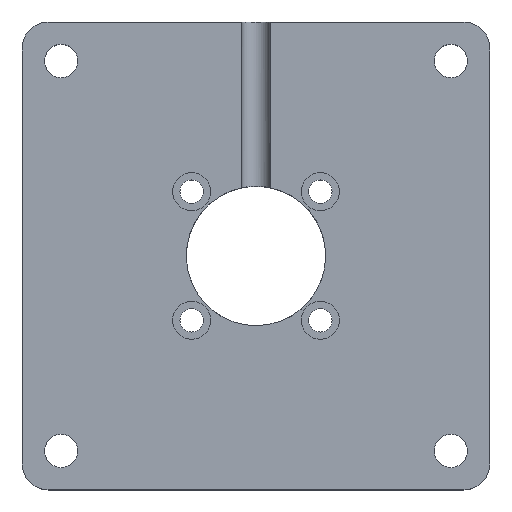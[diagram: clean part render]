
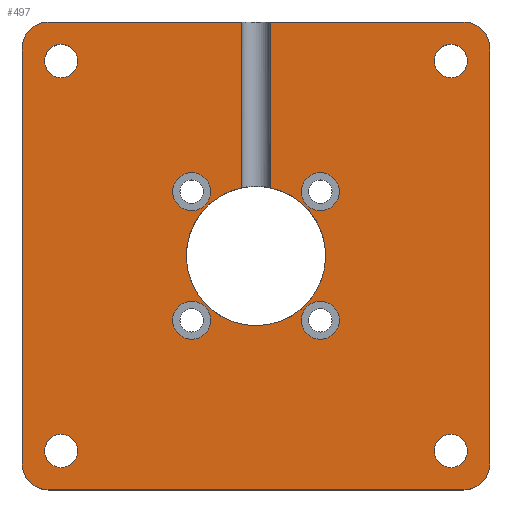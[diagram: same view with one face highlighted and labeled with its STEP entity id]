
A CAD part, top view. The second image highlights one B-rep face of the part: STEP entity #497.
In plain terms, the highlighted planar face has unit normal (0, 0, 1).
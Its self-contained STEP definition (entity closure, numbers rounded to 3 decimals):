
#15=FACE_BOUND('',#77,.T.);
#16=FACE_BOUND('',#78,.T.);
#17=FACE_BOUND('',#79,.T.);
#18=FACE_BOUND('',#80,.T.);
#19=FACE_BOUND('',#81,.T.);
#20=FACE_BOUND('',#82,.T.);
#21=FACE_BOUND('',#83,.T.);
#22=FACE_BOUND('',#84,.T.);
#37=PLANE('',#540);
#48=FACE_OUTER_BOUND('',#76,.T.);
#76=EDGE_LOOP('',(#349,#350,#351,#352,#353,#354,#355,#356,#357,#358,#359,
#360,#361));
#77=EDGE_LOOP('',(#362));
#78=EDGE_LOOP('',(#363));
#79=EDGE_LOOP('',(#364));
#80=EDGE_LOOP('',(#365));
#81=EDGE_LOOP('',(#366));
#82=EDGE_LOOP('',(#367));
#83=EDGE_LOOP('',(#368));
#84=EDGE_LOOP('',(#369));
#124=CIRCLE('',#541,5.);
#125=CIRCLE('',#542,5.);
#126=CIRCLE('',#543,5.);
#127=CIRCLE('',#544,5.);
#128=CIRCLE('',#545,13.4);
#129=CIRCLE('',#546,13.4);
#130=CIRCLE('',#547,3.2);
#131=CIRCLE('',#548,3.2);
#132=CIRCLE('',#549,3.2);
#133=CIRCLE('',#550,3.2);
#134=CIRCLE('',#551,3.65);
#135=CIRCLE('',#552,3.65);
#136=CIRCLE('',#553,3.65);
#137=CIRCLE('',#554,3.65);
#159=LINE('',#786,#191);
#160=LINE('',#789,#192);
#161=LINE('',#792,#193);
#165=LINE('',#799,#197);
#166=LINE('',#804,#198);
#167=LINE('',#808,#199);
#168=LINE('',#812,#200);
#191=VECTOR('',#605,10.);
#192=VECTOR('',#608,10.);
#193=VECTOR('',#611,10.);
#197=VECTOR('',#615,10.);
#198=VECTOR('',#620,10.);
#199=VECTOR('',#623,10.);
#200=VECTOR('',#626,10.);
#224=VERTEX_POINT('',#765);
#225=VERTEX_POINT('',#766);
#226=VERTEX_POINT('',#785);
#227=VERTEX_POINT('',#787);
#228=VERTEX_POINT('',#791);
#231=VERTEX_POINT('',#797);
#232=VERTEX_POINT('',#801);
#233=VERTEX_POINT('',#803);
#234=VERTEX_POINT('',#805);
#235=VERTEX_POINT('',#807);
#236=VERTEX_POINT('',#809);
#237=VERTEX_POINT('',#811);
#238=VERTEX_POINT('',#814);
#239=VERTEX_POINT('',#817);
#240=VERTEX_POINT('',#819);
#241=VERTEX_POINT('',#821);
#242=VERTEX_POINT('',#823);
#243=VERTEX_POINT('',#825);
#244=VERTEX_POINT('',#827);
#245=VERTEX_POINT('',#829);
#246=VERTEX_POINT('',#831);
#271=EDGE_CURVE('',#226,#224,#159,.T.);
#273=EDGE_CURVE('',#225,#227,#160,.T.);
#274=EDGE_CURVE('',#228,#226,#161,.T.);
#278=EDGE_CURVE('',#227,#231,#165,.T.);
#279=EDGE_CURVE('',#232,#231,#124,.T.);
#280=EDGE_CURVE('',#232,#233,#166,.T.);
#281=EDGE_CURVE('',#234,#233,#125,.T.);
#282=EDGE_CURVE('',#234,#235,#167,.T.);
#283=EDGE_CURVE('',#236,#235,#126,.T.);
#284=EDGE_CURVE('',#236,#237,#168,.T.);
#285=EDGE_CURVE('',#228,#237,#127,.T.);
#286=EDGE_CURVE('',#224,#238,#128,.T.);
#287=EDGE_CURVE('',#238,#225,#129,.T.);
#288=EDGE_CURVE('',#239,#239,#130,.F.);
#289=EDGE_CURVE('',#240,#240,#131,.F.);
#290=EDGE_CURVE('',#241,#241,#132,.F.);
#291=EDGE_CURVE('',#242,#242,#133,.F.);
#292=EDGE_CURVE('',#243,#243,#134,.T.);
#293=EDGE_CURVE('',#244,#244,#135,.T.);
#294=EDGE_CURVE('',#245,#245,#136,.T.);
#295=EDGE_CURVE('',#246,#246,#137,.T.);
#349=ORIENTED_EDGE('',*,*,#273,.T.);
#350=ORIENTED_EDGE('',*,*,#278,.T.);
#351=ORIENTED_EDGE('',*,*,#279,.F.);
#352=ORIENTED_EDGE('',*,*,#280,.T.);
#353=ORIENTED_EDGE('',*,*,#281,.F.);
#354=ORIENTED_EDGE('',*,*,#282,.T.);
#355=ORIENTED_EDGE('',*,*,#283,.F.);
#356=ORIENTED_EDGE('',*,*,#284,.T.);
#357=ORIENTED_EDGE('',*,*,#285,.F.);
#358=ORIENTED_EDGE('',*,*,#274,.T.);
#359=ORIENTED_EDGE('',*,*,#271,.T.);
#360=ORIENTED_EDGE('',*,*,#286,.T.);
#361=ORIENTED_EDGE('',*,*,#287,.T.);
#362=ORIENTED_EDGE('',*,*,#288,.T.);
#363=ORIENTED_EDGE('',*,*,#289,.T.);
#364=ORIENTED_EDGE('',*,*,#290,.T.);
#365=ORIENTED_EDGE('',*,*,#291,.T.);
#366=ORIENTED_EDGE('',*,*,#292,.T.);
#367=ORIENTED_EDGE('',*,*,#293,.T.);
#368=ORIENTED_EDGE('',*,*,#294,.T.);
#369=ORIENTED_EDGE('',*,*,#295,.T.);
#497=ADVANCED_FACE('',(#48,#15,#16,#17,#18,#19,#20,#21,#22),#37,.T.);
#540=AXIS2_PLACEMENT_3D('',#800,#616,#617);
#541=AXIS2_PLACEMENT_3D('',#802,#618,#619);
#542=AXIS2_PLACEMENT_3D('',#806,#621,#622);
#543=AXIS2_PLACEMENT_3D('',#810,#624,#625);
#544=AXIS2_PLACEMENT_3D('',#813,#627,#628);
#545=AXIS2_PLACEMENT_3D('',#815,#629,#630);
#546=AXIS2_PLACEMENT_3D('',#816,#631,#632);
#547=AXIS2_PLACEMENT_3D('',#818,#633,#634);
#548=AXIS2_PLACEMENT_3D('',#820,#635,#636);
#549=AXIS2_PLACEMENT_3D('',#822,#637,#638);
#550=AXIS2_PLACEMENT_3D('',#824,#639,#640);
#551=AXIS2_PLACEMENT_3D('',#826,#641,#642);
#552=AXIS2_PLACEMENT_3D('',#828,#643,#644);
#553=AXIS2_PLACEMENT_3D('',#830,#645,#646);
#554=AXIS2_PLACEMENT_3D('',#832,#647,#648);
#605=DIRECTION('',(0.,-1.,0.));
#608=DIRECTION('',(0.,1.,0.));
#611=DIRECTION('',(-1.,0.,0.));
#615=DIRECTION('',(-1.,0.,0.));
#616=DIRECTION('center_axis',(0.,0.,1.));
#617=DIRECTION('ref_axis',(1.,0.,0.));
#618=DIRECTION('center_axis',(0.,0.,-1.));
#619=DIRECTION('ref_axis',(-0.707,0.707,0.));
#620=DIRECTION('',(0.,-1.,0.));
#621=DIRECTION('center_axis',(0.,0.,-1.));
#622=DIRECTION('ref_axis',(-0.707,-0.707,0.));
#623=DIRECTION('',(1.,0.,0.));
#624=DIRECTION('center_axis',(0.,0.,-1.));
#625=DIRECTION('ref_axis',(0.707,-0.707,0.));
#626=DIRECTION('',(0.,1.,0.));
#627=DIRECTION('center_axis',(0.,0.,-1.));
#628=DIRECTION('ref_axis',(0.707,0.707,0.));
#629=DIRECTION('center_axis',(0.,0.,-1.));
#630=DIRECTION('ref_axis',(-1.,0.,0.));
#631=DIRECTION('center_axis',(0.,0.,-1.));
#632=DIRECTION('ref_axis',(-1.,0.,0.));
#633=DIRECTION('center_axis',(0.,0.,1.));
#634=DIRECTION('ref_axis',(1.,0.,0.));
#635=DIRECTION('center_axis',(0.,0.,1.));
#636=DIRECTION('ref_axis',(1.,0.,0.));
#637=DIRECTION('center_axis',(0.,0.,1.));
#638=DIRECTION('ref_axis',(1.,0.,0.));
#639=DIRECTION('center_axis',(0.,0.,1.));
#640=DIRECTION('ref_axis',(1.,0.,0.));
#641=DIRECTION('center_axis',(0.,0.,-1.));
#642=DIRECTION('ref_axis',(-1.,0.,0.));
#643=DIRECTION('center_axis',(0.,0.,-1.));
#644=DIRECTION('ref_axis',(-1.,0.,0.));
#645=DIRECTION('center_axis',(0.,0.,-1.));
#646=DIRECTION('ref_axis',(-1.,0.,0.));
#647=DIRECTION('center_axis',(0.,0.,-1.));
#648=DIRECTION('ref_axis',(-1.,0.,0.));
#765=CARTESIAN_POINT('',(-329.75,-264.385,10.));
#766=CARTESIAN_POINT('',(-335.25,-264.385,10.));
#785=CARTESIAN_POINT('',(-329.75,-232.5,10.));
#786=CARTESIAN_POINT('',(-329.75,-232.5,10.));
#787=CARTESIAN_POINT('',(-335.25,-232.5,10.));
#789=CARTESIAN_POINT('',(-335.25,-232.5,10.));
#791=CARTESIAN_POINT('',(-292.5,-232.5,10.));
#792=CARTESIAN_POINT('',(-287.5,-232.5,10.));
#797=CARTESIAN_POINT('',(-372.5,-232.5,10.));
#799=CARTESIAN_POINT('',(-287.5,-232.5,10.));
#800=CARTESIAN_POINT('Origin',(-332.5,-277.5,10.));
#801=CARTESIAN_POINT('',(-377.5,-237.5,10.));
#802=CARTESIAN_POINT('Origin',(-372.5,-237.5,10.));
#803=CARTESIAN_POINT('',(-377.5,-317.5,10.));
#804=CARTESIAN_POINT('',(-377.5,-232.5,10.));
#805=CARTESIAN_POINT('',(-372.5,-322.5,10.));
#806=CARTESIAN_POINT('Origin',(-372.5,-317.5,10.));
#807=CARTESIAN_POINT('',(-292.5,-322.5,10.));
#808=CARTESIAN_POINT('',(-377.5,-322.5,10.));
#809=CARTESIAN_POINT('',(-287.5,-317.5,10.));
#810=CARTESIAN_POINT('Origin',(-292.5,-317.5,10.));
#811=CARTESIAN_POINT('',(-287.5,-237.5,10.));
#812=CARTESIAN_POINT('',(-287.5,-322.5,10.));
#813=CARTESIAN_POINT('Origin',(-292.5,-237.5,10.));
#814=CARTESIAN_POINT('',(-319.1,-277.5,10.));
#815=CARTESIAN_POINT('Origin',(-332.5,-277.5,10.));
#816=CARTESIAN_POINT('Origin',(-332.5,-277.5,10.));
#817=CARTESIAN_POINT('',(-373.2,-240.,10.));
#818=CARTESIAN_POINT('Origin',(-370.,-240.,10.));
#819=CARTESIAN_POINT('',(-298.2,-315.,10.));
#820=CARTESIAN_POINT('Origin',(-295.,-315.,10.));
#821=CARTESIAN_POINT('',(-373.2,-315.,10.));
#822=CARTESIAN_POINT('Origin',(-370.,-315.,10.));
#823=CARTESIAN_POINT('',(-298.2,-240.,10.));
#824=CARTESIAN_POINT('Origin',(-295.,-240.,10.));
#825=CARTESIAN_POINT('',(-316.476,-265.126,10.));
#826=CARTESIAN_POINT('Origin',(-320.126,-265.126,10.));
#827=CARTESIAN_POINT('',(-316.476,-289.874,10.));
#828=CARTESIAN_POINT('Origin',(-320.126,-289.874,10.));
#829=CARTESIAN_POINT('',(-341.224,-265.126,10.));
#830=CARTESIAN_POINT('Origin',(-344.874,-265.126,10.));
#831=CARTESIAN_POINT('',(-341.224,-289.874,10.));
#832=CARTESIAN_POINT('Origin',(-344.874,-289.874,10.));
